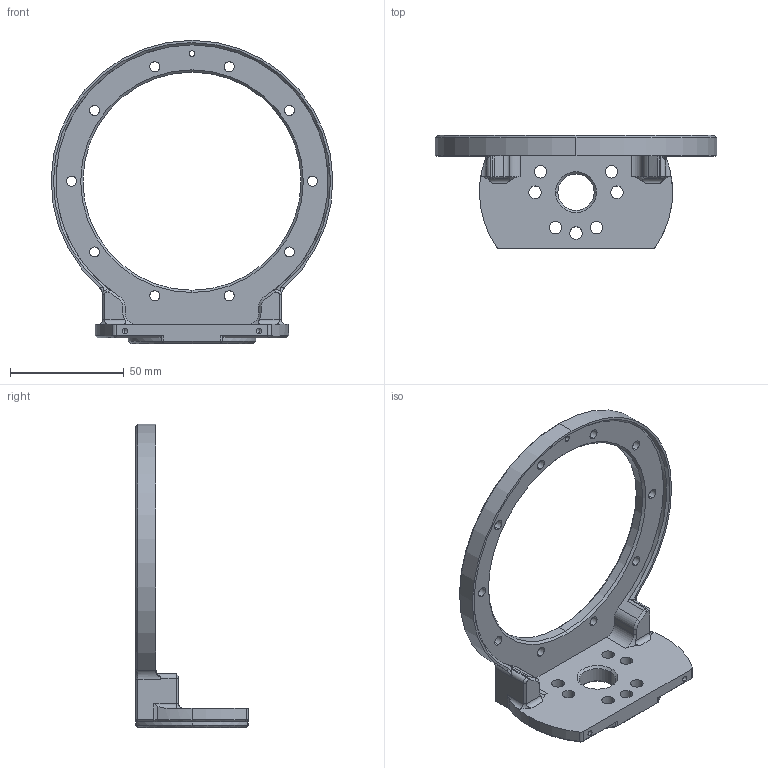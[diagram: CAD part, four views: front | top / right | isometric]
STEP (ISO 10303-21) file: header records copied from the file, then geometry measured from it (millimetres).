
FILE_DESCRIPTION (( 'STEP AP214' ), '1' );
FILE_NAME ('籵蚚蟀諉璃.STEP', '2025-06-13T11:19:02', ( 'wsy' ), ( '' ), 'SwSTEP 2.0', 'SolidWorks 2020', '' );
FILE_SCHEMA (( 'AUTOMOTIVE_DESIGN' ));
Length unit declared in the file: millimetre
Products named in the file (1): 籵蚚蟀諉璃
Bounding box: 123.98 x 49.7 x 133.5 mm (x, y, z)
Volume: 61543.2 mm3; surface area: 27042.4 mm2
Topology: 1 solids, 1 shells, 187 faces, 474 edges, 286 vertices
Faces by surface type: cylinder 92, cone 56, plane 37, torus 2
Entity records: 6000 total; most frequent: CARTESIAN_POINT 1196, DIRECTION 1022, ORIENTED_EDGE 924, EDGE_CURVE 462, AXIS2_PLACEMENT_3D 404, VERTEX_POINT 286, EDGE_LOOP 236, CIRCLE 216
